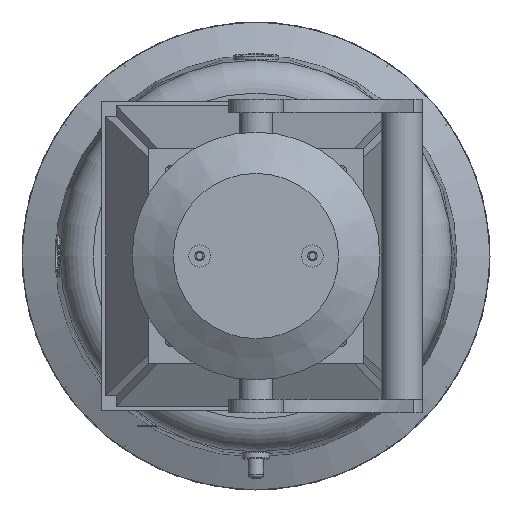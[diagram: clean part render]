
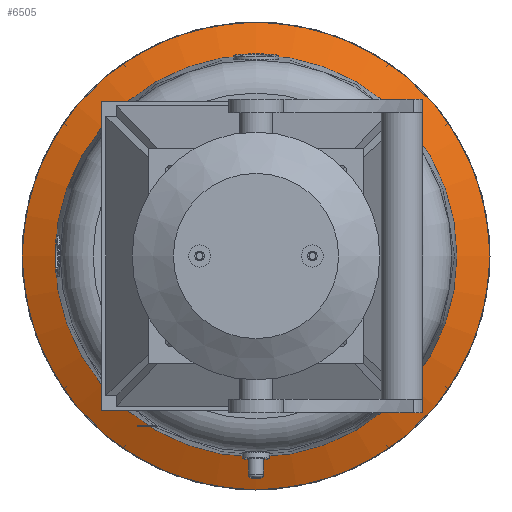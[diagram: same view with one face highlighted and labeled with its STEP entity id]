
A CAD part, front view. The second image highlights one B-rep face of the part: STEP entity #6505.
In plain terms, the highlighted conical face has half-angle 67.38 degrees and reference radius 79 mm.
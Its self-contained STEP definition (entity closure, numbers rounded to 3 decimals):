
#33=CONICAL_SURFACE('',#7263,79.,1.176);
#318=CIRCLE('',#7262,85.);
#319=CIRCLE('',#7264,73.);
#1043=FACE_OUTER_BOUND('',#1478,.T.);
#1478=EDGE_LOOP('',(#5481,#5482,#5483,#5484));
#1999=LINE('',#11556,#2543);
#2543=VECTOR('',#8759,79.);
#3152=VERTEX_POINT('',#11550);
#3153=VERTEX_POINT('',#11554);
#3959=EDGE_CURVE('',#3152,#3152,#318,.T.);
#3961=EDGE_CURVE('',#3153,#3153,#319,.T.);
#3962=EDGE_CURVE('',#3153,#3152,#1999,.T.);
#5481=ORIENTED_EDGE('',*,*,#3961,.F.);
#5482=ORIENTED_EDGE('',*,*,#3962,.T.);
#5483=ORIENTED_EDGE('',*,*,#3959,.T.);
#5484=ORIENTED_EDGE('',*,*,#3962,.F.);
#6505=ADVANCED_FACE('',(#1043),#33,.T.);
#7262=AXIS2_PLACEMENT_3D('',#11551,#8752,#8753);
#7263=AXIS2_PLACEMENT_3D('',#11553,#8755,#8756);
#7264=AXIS2_PLACEMENT_3D('',#11555,#8757,#8758);
#8752=DIRECTION('center_axis',(0.,-1.,0.));
#8753=DIRECTION('ref_axis',(1.,0.,0.));
#8755=DIRECTION('center_axis',(0.,1.,0.));
#8756=DIRECTION('ref_axis',(1.,0.,0.));
#8757=DIRECTION('center_axis',(0.,-1.,0.));
#8758=DIRECTION('ref_axis',(1.,0.,0.));
#8759=DIRECTION('',(-0.923,0.385,0.));
#11550=CARTESIAN_POINT('',(-85.,152.,0.));
#11551=CARTESIAN_POINT('Origin',(0.,152.,0.));
#11553=CARTESIAN_POINT('Origin',(0.,149.5,0.));
#11554=CARTESIAN_POINT('',(-73.,147.,0.));
#11555=CARTESIAN_POINT('Origin',(0.,147.,0.));
#11556=CARTESIAN_POINT('',(-79.,149.5,0.));
